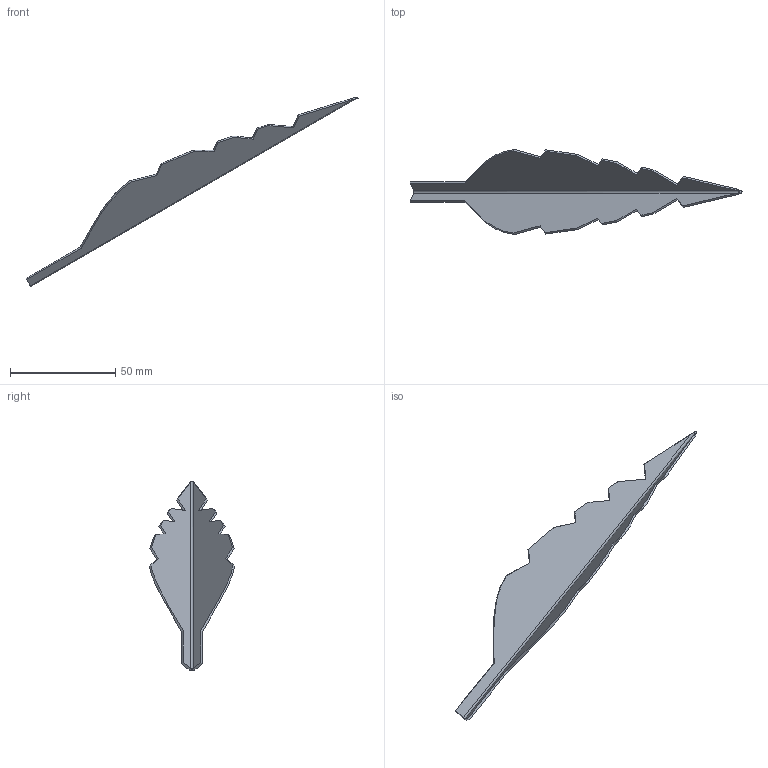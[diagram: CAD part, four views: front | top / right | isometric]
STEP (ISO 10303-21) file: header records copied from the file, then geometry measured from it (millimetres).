
FILE_DESCRIPTION(/* description */ (''),/* implementation_level */ '2;1');
FILE_NAME(/* name */ 'petal mk1 v5.step',/* time_stamp */ '2019-08-07T14:49:04+07:00',/* author */ (''),/* organization */ (''),/* preprocessor_version */ 'ST-DEVELOPER v18',/* originating_system */ 'Autodesk Translation Framework v8.2.0.1029',/* authorisation */ '');
FILE_SCHEMA (('AUTOMOTIVE_DESIGN { 1 0 10303 214 3 1 1 }'));
Length unit declared in the file: millimetre
Products named in the file (2): petal mk1; Component1
Assembly tree (1 placements, depth 2):
  petal mk1
    Component1
Bounding box: 157.45 x 40.39 x 89.97 mm (x, y, z)
Volume: 5304.1 mm3; surface area: 11031.9 mm2
Topology: 1 solids, 1 shells, 40 faces, 108 edges, 70 vertices
Faces by surface type: plane 25, bspline 13, cylinder 2
Entity records: 1565 total; most frequent: CARTESIAN_POINT 633, ORIENTED_EDGE 216, DIRECTION 138, EDGE_CURVE 108, LINE 74, VECTOR 74, VERTEX_POINT 70, FACE_OUTER_BOUND 40
